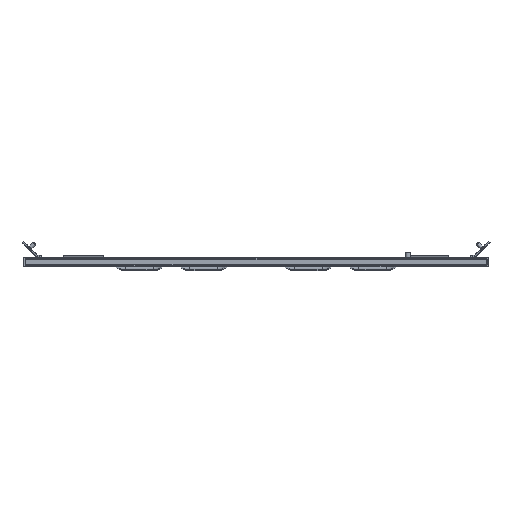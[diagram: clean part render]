
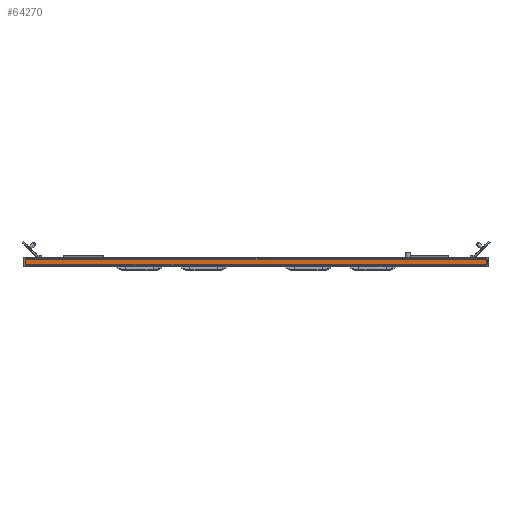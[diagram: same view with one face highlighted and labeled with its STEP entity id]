
A CAD part, front view. The second image highlights one B-rep face of the part: STEP entity #64270.
In plain terms, the highlighted planar face has unit normal (0, -1, 0).
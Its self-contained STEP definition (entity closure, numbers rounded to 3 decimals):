
#944 = CARTESIAN_POINT ( 'NONE',  ( -289., -1787.297, -6.45 ) ) ;
#2514 = ORIENTED_EDGE ( 'NONE', *, *, #34023, .T. ) ;
#3629 = CARTESIAN_POINT ( 'NONE',  ( 286.093, -1787.297, 3.15 ) ) ;
#6423 = CARTESIAN_POINT ( 'NONE',  ( 287.302, -1787.297, -6.45 ) ) ;
#7861 = DIRECTION ( 'NONE',  ( 0., 1., 0. ) ) ;
#9474 = DIRECTION ( 'NONE',  ( 0., 0., -1. ) ) ;
#14735 = LINE ( 'NONE', #51288, #102928 ) ;
#15117 = VERTEX_POINT ( 'NONE', #111868 ) ;
#15315 = CARTESIAN_POINT ( 'NONE',  ( -289., -1787.297, 5.55 ) ) ;
#16472 = EDGE_LOOP ( 'NONE', ( #40806, #31807, #89954, #131815, #56763, #29565, #2514 ) ) ;
#16642 = VERTEX_POINT ( 'NONE', #108495 ) ;
#19347 = LINE ( 'NONE', #70522, #106305 ) ;
#20691 = DIRECTION ( 'NONE',  ( 0., 0., -1. ) ) ;
#23352 = CARTESIAN_POINT ( 'NONE',  ( 286.093, -1787.297, 3.15 ) ) ;
#25117 = EDGE_CURVE ( 'NONE', #159129, #78606, #153997, .T. ) ;
#29565 = ORIENTED_EDGE ( 'NONE', *, *, #135125, .F. ) ;
#31807 = ORIENTED_EDGE ( 'NONE', *, *, #96307, .F. ) ;
#34023 = EDGE_CURVE ( 'NONE', #121918, #84777, #95441, .T. ) ;
#35130 = VECTOR ( 'NONE', #122732, 1000. ) ;
#36595 = CARTESIAN_POINT ( 'NONE',  ( 0., -1787.297, -6.45 ) ) ;
#40806 = ORIENTED_EDGE ( 'NONE', *, *, #95302, .T. ) ;
#40818 = CARTESIAN_POINT ( 'NONE',  ( 287.593, -1787.297, -4.05 ) ) ;
#45254 = EDGE_CURVE ( 'NONE', #78606, #16642, #105143, .T. ) ;
#51288 = CARTESIAN_POINT ( 'NONE',  ( 287.593, -1787.297, 5.55 ) ) ;
#53813 = CARTESIAN_POINT ( 'NONE',  ( 287.361, -1787.297, -6.051 ) ) ;
#56763 = ORIENTED_EDGE ( 'NONE', *, *, #45254, .T. ) ;
#64270 = ADVANCED_FACE ( 'NONE', ( #81795 ), #119172, .F. ) ;
#67853 = CARTESIAN_POINT ( 'NONE',  ( -289., -1787.297, 5.55 ) ) ;
#70522 = CARTESIAN_POINT ( 'NONE',  ( 0., -1787.297, 5.55 ) ) ;
#71611 = B_SPLINE_CURVE_WITH_KNOTS ( 'NONE', 3,
 ( #40818, #101752, #139951, #78183, #53813, #103353 ),
 .UNSPECIFIED., .F., .F.,
 ( 4, 2, 4 ),
 ( 0.001, 0.002, 0.003 ),
 .UNSPECIFIED. ) ;
#76362 = CARTESIAN_POINT ( 'NONE',  ( 287.593, -1787.297, 3.15 ) ) ;
#78183 = CARTESIAN_POINT ( 'NONE',  ( 287.428, -1787.297, -5.653 ) ) ;
#78606 = VERTEX_POINT ( 'NONE', #23352 ) ;
#81795 = FACE_OUTER_BOUND ( 'NONE', #16472, .T. ) ;
#84777 = VERTEX_POINT ( 'NONE', #944 ) ;
#85509 = VERTEX_POINT ( 'NONE', #6423 ) ;
#89954 = ORIENTED_EDGE ( 'NONE', *, *, #133110, .T. ) ;
#92196 = CARTESIAN_POINT ( 'NONE',  ( 0., -1787.297, 3.15 ) ) ;
#93757 = VECTOR ( 'NONE', #105949, 1000. ) ;
#95302 = EDGE_CURVE ( 'NONE', #84777, #85509, #158553, .T. ) ;
#95441 = LINE ( 'NONE', #67853, #96159 ) ;
#96159 = VECTOR ( 'NONE', #20691, 1000. ) ;
#96307 = EDGE_CURVE ( 'NONE', #15117, #85509, #71611, .T. ) ;
#100832 = DIRECTION ( 'NONE',  ( 0., 0., 1. ) ) ;
#101752 = CARTESIAN_POINT ( 'NONE',  ( 287.593, -1787.297, -4.454 ) ) ;
#102928 = VECTOR ( 'NONE', #100832, 1000. ) ;
#103353 = CARTESIAN_POINT ( 'NONE',  ( 287.302, -1787.297, -6.45 ) ) ;
#105143 = LINE ( 'NONE', #3629, #93757 ) ;
#105949 = DIRECTION ( 'NONE',  ( 0., 0., 1. ) ) ;
#105986 = DIRECTION ( 'NONE',  ( -1., 0., 0. ) ) ;
#106305 = VECTOR ( 'NONE', #130691, 1000. ) ;
#108495 = CARTESIAN_POINT ( 'NONE',  ( 286.093, -1787.297, 5.55 ) ) ;
#111081 = VECTOR ( 'NONE', #105986, 1000. ) ;
#111868 = CARTESIAN_POINT ( 'NONE',  ( 287.593, -1787.297, -4.05 ) ) ;
#119172 = PLANE ( 'NONE',  #153213 ) ;
#121918 = VERTEX_POINT ( 'NONE', #15315 ) ;
#122732 = DIRECTION ( 'NONE',  ( 1., 0., 0. ) ) ;
#130564 = CARTESIAN_POINT ( 'NONE',  ( 0., -1787.297, 5.55 ) ) ;
#130691 = DIRECTION ( 'NONE',  ( 1., 0., 0. ) ) ;
#131815 = ORIENTED_EDGE ( 'NONE', *, *, #25117, .T. ) ;
#133110 = EDGE_CURVE ( 'NONE', #15117, #159129, #14735, .T. ) ;
#135125 = EDGE_CURVE ( 'NONE', #121918, #16642, #19347, .T. ) ;
#139951 = CARTESIAN_POINT ( 'NONE',  ( 287.547, -1787.297, -4.854 ) ) ;
#153213 = AXIS2_PLACEMENT_3D ( 'NONE', #130564, #7861, #9474 ) ;
#153997 = LINE ( 'NONE', #92196, #111081 ) ;
#158553 = LINE ( 'NONE', #36595, #35130 ) ;
#159129 = VERTEX_POINT ( 'NONE', #76362 ) ;
